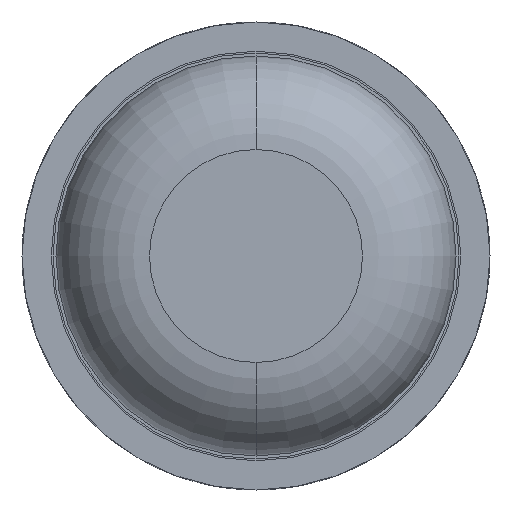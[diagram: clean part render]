
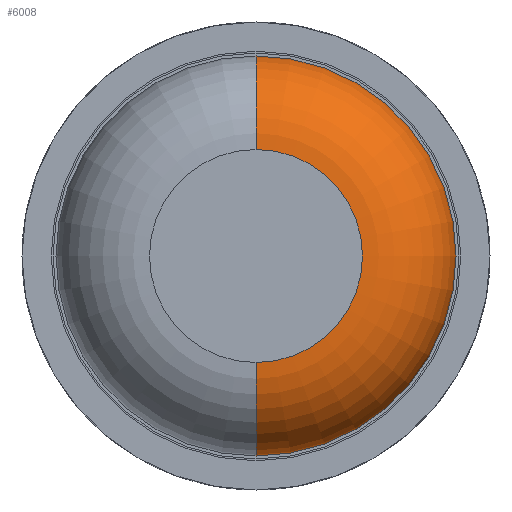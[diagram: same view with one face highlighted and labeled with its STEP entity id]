
A CAD part, front view. The second image highlights one B-rep face of the part: STEP entity #6008.
In plain terms, the highlighted toroidal (fillet/blend) face has major radius 0.91 mm and minor radius 0.8 mm.
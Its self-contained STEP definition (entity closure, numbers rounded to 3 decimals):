
#14 = CARTESIAN_POINT ( 'NONE',  ( 0., -30., -0.91 ) ) ;
#262 = TOROIDAL_SURFACE ( 'NONE', #5613, 0.91, 0.8 ) ;
#282 = VERTEX_POINT ( 'NONE', #14 ) ;
#521 = EDGE_CURVE ( 'NONE', #5234, #2009, #5217, .T. ) ;
#899 = CARTESIAN_POINT ( 'NONE',  ( 0., -29.2, 0.91 ) ) ;
#911 = EDGE_LOOP ( 'NONE', ( #5738, #4906, #3473, #4232 ) ) ;
#1027 = CARTESIAN_POINT ( 'NONE',  ( 0., -29.2, -0.91 ) ) ;
#1622 = CARTESIAN_POINT ( 'NONE',  ( 0., -29.2, 0. ) ) ;
#2005 = DIRECTION ( 'NONE',  ( 0., -1., 0. ) ) ;
#2009 = VERTEX_POINT ( 'NONE', #6161 ) ;
#2157 = DIRECTION ( 'NONE',  ( 0., 1., 0. ) ) ;
#2575 = EDGE_CURVE ( 'Defeature ausgef�hrt1_95+Defeature ausgef�hrt1_105+Defeature ausgef�hrt1_105+Defeature ausgef�hrt1_105', #282, #5234, #4593, .T. ) ;
#2962 = EDGE_CURVE ( 'Defeature ausgef�hrt1_97+Defeature ausgef�hrt1_105+Defeature ausgef�hrt1_105+Defeature ausgef�hrt1_105', #2009, #3984, #4849, .T. ) ;
#3183 = DIRECTION ( 'NONE',  ( 0., 0., 1. ) ) ;
#3423 = CARTESIAN_POINT ( 'NONE',  ( 0., -30., 0.91 ) ) ;
#3473 = ORIENTED_EDGE ( 'NONE', *, *, #2962, .F. ) ;
#3479 = CIRCLE ( 'NONE', #3564, 0.8 ) ;
#3564 = AXIS2_PLACEMENT_3D ( 'NONE', #1027, #5561, #5474 ) ;
#3616 = CARTESIAN_POINT ( 'NONE',  ( 0., -29.2, 0. ) ) ;
#3760 = AXIS2_PLACEMENT_3D ( 'NONE', #5570, #2005, #5044 ) ;
#3984 = VERTEX_POINT ( 'NONE', #5943 ) ;
#4232 = ORIENTED_EDGE ( 'NONE', *, *, #521, .F. ) ;
#4481 = DIRECTION ( 'NONE',  ( -1., 0., 0. ) ) ;
#4543 = AXIS2_PLACEMENT_3D ( 'NONE', #1622, #6165, #5675 ) ;
#4580 = AXIS2_PLACEMENT_3D ( 'NONE', #899, #4481, #5498 ) ;
#4593 = CIRCLE ( 'NONE', #3760, 0.91 ) ;
#4849 = CIRCLE ( 'NONE', #4543, 1.71 ) ;
#4906 = ORIENTED_EDGE ( 'NONE', *, *, #5647, .T. ) ;
#5044 = DIRECTION ( 'NONE',  ( 0., 0., 1. ) ) ;
#5217 = CIRCLE ( 'NONE', #4580, 0.8 ) ;
#5234 = VERTEX_POINT ( 'NONE', #3423 ) ;
#5474 = DIRECTION ( 'NONE',  ( 0., 0., -1. ) ) ;
#5498 = DIRECTION ( 'NONE',  ( 0., 0., 1. ) ) ;
#5561 = DIRECTION ( 'NONE',  ( 1., 0., 0. ) ) ;
#5570 = CARTESIAN_POINT ( 'NONE',  ( 0., -30., 0. ) ) ;
#5613 = AXIS2_PLACEMENT_3D ( 'NONE', #3616, #2157, #3183 ) ;
#5647 = EDGE_CURVE ( 'NONE', #282, #3984, #3479, .T. ) ;
#5675 = DIRECTION ( 'NONE',  ( 0., 0., 1. ) ) ;
#5738 = ORIENTED_EDGE ( 'NONE', *, *, #2575, .F. ) ;
#5820 = FACE_OUTER_BOUND ( 'NONE', #911, .T. ) ;
#5943 = CARTESIAN_POINT ( 'NONE',  ( 0., -29.2, -1.71 ) ) ;
#6008 = ADVANCED_FACE ( 'Defeature ausgef�hrt1_105', ( #5820 ), #262, .T. ) ;
#6161 = CARTESIAN_POINT ( 'NONE',  ( 0., -29.2, 1.71 ) ) ;
#6165 = DIRECTION ( 'NONE',  ( 0., 1., 0. ) ) ;
